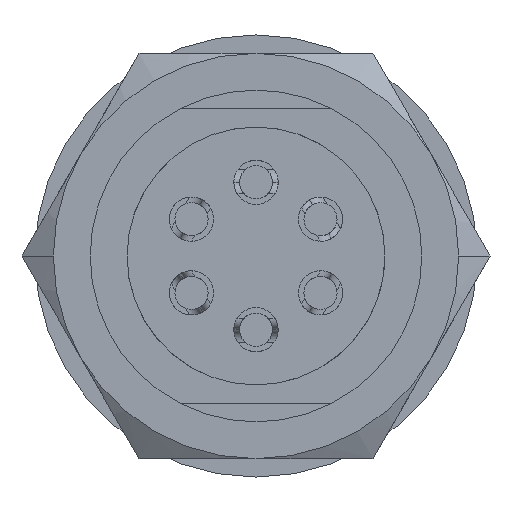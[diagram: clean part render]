
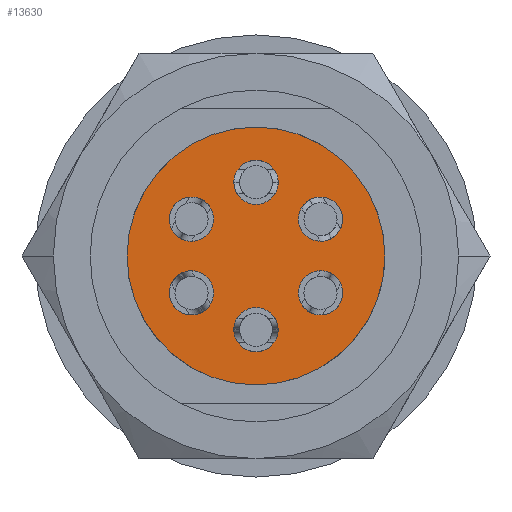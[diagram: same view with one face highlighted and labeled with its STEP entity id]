
A CAD part, left-side view. The second image highlights one B-rep face of the part: STEP entity #13630.
In plain terms, the highlighted planar face has unit normal (-1, 0, 0).
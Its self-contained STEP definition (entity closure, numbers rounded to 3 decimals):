
#12490=CARTESIAN_POINT('',(-0.371,8.789,-7.74));
#12500=DIRECTION('',(1.,0.,0.));
#12510=DIRECTION('',(0.,-1.,0.));
#12520=AXIS2_PLACEMENT_3D('',#12490,#12500,#12510);
#12530=PLANE('',#12520);
#12540=CARTESIAN_POINT('',(-0.371,-0.611,0.));
#12550=DIRECTION('',(1.,0.,0.));
#12560=DIRECTION('',(0.,-1.,0.));
#12570=AXIS2_PLACEMENT_3D('',#12540,#12550,#12560);
#12580=CIRCLE('',#12570,3.5);
#12590=CARTESIAN_POINT('',(-0.371,-3.611,1.803)
);
#12600=VERTEX_POINT('',#12590);
#12610=CARTESIAN_POINT('',(-0.371,-4.111,0.));
#12620=VERTEX_POINT('',#12610);
#12630=EDGE_CURVE('',#12600,#12620,#12580,.T.);
#12640=ORIENTED_EDGE('',*,*,#12630,.F.);
#12650=CARTESIAN_POINT('',(-0.371,2.889,
0.));
#12660=VERTEX_POINT('',#12650);
#12670=EDGE_CURVE('',#12620,#12660,#12580,.T.);
#12680=ORIENTED_EDGE('',*,*,#12670,.F.);
#12690=EDGE_CURVE('',#12660,#12600,#12580,.T.);
#12700=ORIENTED_EDGE('',*,*,#12690,.F.);
#12710=EDGE_LOOP('',(#12700,#12680,#12640));
#12720=FACE_OUTER_BOUND('',#12710,.T.);
#12730=CARTESIAN_POINT('',(-0.371,-0.611,2.));
#12740=DIRECTION('',(-1.,0.,0.));
#12750=DIRECTION('',(0.,0.,1.));
#12760=AXIS2_PLACEMENT_3D('',#12730,#12740,#12750);
#12770=CIRCLE('',#12760,0.6);
#12780=CARTESIAN_POINT('',(-0.371,-0.611,1.4));
#12790=VERTEX_POINT('',#12780);
#12800=CARTESIAN_POINT('',(-0.371,-0.611,2.6));
#12810=VERTEX_POINT('',#12800);
#12820=EDGE_CURVE('',#12790,#12810,#12770,.T.);
#12830=ORIENTED_EDGE('',*,*,#12820,.F.);
#12840=EDGE_CURVE('',#12810,#12790,#12770,.T.);
#12850=ORIENTED_EDGE('',*,*,#12840,.F.);
#12860=EDGE_LOOP('',(#12850,#12830));
#12870=FACE_BOUND('',#12860,.T.);
#12880=CARTESIAN_POINT('',(-0.371,-0.611,-2.));
#12890=DIRECTION('',(-1.,0.,0.));
#12900=DIRECTION('',(0.,0.,-1.));
#12910=AXIS2_PLACEMENT_3D('',#12880,#12890,#12900);
#12920=CIRCLE('',#12910,0.6);
#12930=CARTESIAN_POINT('',(-0.371,-0.611,-1.4));
#12940=VERTEX_POINT('',#12930);
#12950=CARTESIAN_POINT('',(-0.371,-0.611,-2.6));
#12960=VERTEX_POINT('',#12950);
#12970=EDGE_CURVE('',#12940,#12960,#12920,.T.);
#12980=ORIENTED_EDGE('',*,*,#12970,.F.);
#12990=EDGE_CURVE('',#12960,#12940,#12920,.T.);
#13000=ORIENTED_EDGE('',*,*,#12990,.F.);
#13010=EDGE_LOOP('',(#13000,#12980));
#13020=FACE_BOUND('',#13010,.T.);
#13030=CARTESIAN_POINT('',(-0.371,-2.361,1.));
#13040=DIRECTION('',(-1.,0.,0.));
#13050=DIRECTION('',(0.,-0.875,0.485));
#13060=AXIS2_PLACEMENT_3D('',#13030,#13040,#13050);
#13070=CIRCLE('',#13060,0.6);
#13080=CARTESIAN_POINT('',(-0.371,-1.836,
0.709));
#13090=VERTEX_POINT('',#13080);
#13100=CARTESIAN_POINT('',(-0.371,-2.886,
1.291));
#13110=VERTEX_POINT('',#13100);
#13120=EDGE_CURVE('',#13090,#13110,#13070,.T.);
#13130=ORIENTED_EDGE('',*,*,#13120,.F.);
#13140=EDGE_CURVE('',#13110,#13090,#13070,.T.);
#13150=ORIENTED_EDGE('',*,*,#13140,.F.);
#13160=EDGE_LOOP('',(#13150,#13130));
#13170=FACE_BOUND('',#13160,.T.);
#13180=CARTESIAN_POINT('',(-0.371,1.139,-1.));
#13190=DIRECTION('',(-1.,0.,0.));
#13200=DIRECTION('',(0.,0.866,-0.5));
#13210=AXIS2_PLACEMENT_3D('',#13180,#13190,#13200);
#13220=CIRCLE('',#13210,0.6);
#13230=CARTESIAN_POINT('',(-0.371,0.619,
-0.7));
#13240=VERTEX_POINT('',#13230);
#13250=CARTESIAN_POINT('',(-0.371,1.658,-1.3));
#13260=VERTEX_POINT('',#13250);
#13270=EDGE_CURVE('',#13240,#13260,#13220,.T.);
#13280=ORIENTED_EDGE('',*,*,#13270,.F.);
#13290=EDGE_CURVE('',#13260,#13240,#13220,.T.);
#13300=ORIENTED_EDGE('',*,*,#13290,.F.);
#13310=EDGE_LOOP('',(#13300,#13280));
#13320=FACE_BOUND('',#13310,.T.);
#13330=CARTESIAN_POINT('',(-0.371,-2.361,-1.));
#13340=DIRECTION('',(-1.,0.,0.));
#13350=DIRECTION('',(0.,-0.866,-0.5));
#13360=AXIS2_PLACEMENT_3D('',#13330,#13340,#13350);
#13370=CIRCLE('',#13360,0.6);
#13380=CARTESIAN_POINT('',(-0.371,-1.842,-0.7));
#13390=VERTEX_POINT('',#13380);
#13400=CARTESIAN_POINT('',(-0.371,-2.881,-1.3));
#13410=VERTEX_POINT('',#13400);
#13420=EDGE_CURVE('',#13390,#13410,#13370,.T.);
#13430=ORIENTED_EDGE('',*,*,#13420,.F.);
#13440=EDGE_CURVE('',#13410,#13390,#13370,.T.);
#13450=ORIENTED_EDGE('',*,*,#13440,.F.);
#13460=EDGE_LOOP('',(#13450,#13430));
#13470=FACE_BOUND('',#13460,.T.);
#13480=CARTESIAN_POINT('',(-0.371,1.139,1.));
#13490=DIRECTION('',(-1.,0.,0.));
#13500=DIRECTION('',(0.,0.866,0.5));
#13510=AXIS2_PLACEMENT_3D('',#13480,#13490,#13500);
#13520=CIRCLE('',#13510,0.6);
#13530=CARTESIAN_POINT('',(-0.371,0.619,0.7));
#13540=VERTEX_POINT('',#13530);
#13550=CARTESIAN_POINT('',(-0.371,1.658,1.3));
#13560=VERTEX_POINT('',#13550);
#13570=EDGE_CURVE('',#13540,#13560,#13520,.T.);
#13580=ORIENTED_EDGE('',*,*,#13570,.F.);
#13590=EDGE_CURVE('',#13560,#13540,#13520,.T.);
#13600=ORIENTED_EDGE('',*,*,#13590,.F.);
#13610=EDGE_LOOP('',(#13600,#13580));
#13620=FACE_BOUND('',#13610,.T.);
#13630=ADVANCED_FACE('',(#12720,#12870,#13020,#13170,#13320,#13470,
#13620),#12530,.F.);
